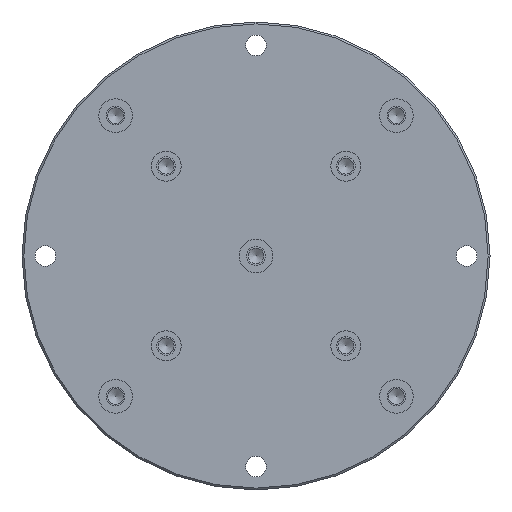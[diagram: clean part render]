
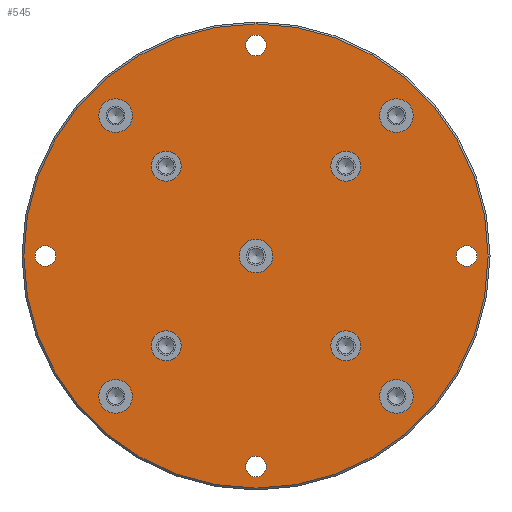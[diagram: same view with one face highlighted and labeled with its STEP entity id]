
A CAD part, front view. The second image highlights one B-rep face of the part: STEP entity #545.
In plain terms, the highlighted planar face has unit normal (0, -1, 0).
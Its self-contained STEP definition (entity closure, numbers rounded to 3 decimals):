
#545=ADVANCED_FACE('',(#1158,#1159,#1160,#1161,#1162,#1163,#1164,#1165,#1166,
#1167,#1168,#1169,#1170,#1171),#856,.F.);
#856=PLANE('',#4416);
#1158=FACE_BOUND('',#1681,.T.);
#1159=FACE_BOUND('',#1682,.T.);
#1160=FACE_BOUND('',#1683,.T.);
#1161=FACE_BOUND('',#1684,.T.);
#1162=FACE_BOUND('',#1685,.T.);
#1163=FACE_BOUND('',#1686,.T.);
#1164=FACE_BOUND('',#1687,.T.);
#1165=FACE_BOUND('',#1688,.T.);
#1166=FACE_BOUND('',#1689,.T.);
#1167=FACE_BOUND('',#1690,.T.);
#1168=FACE_BOUND('',#1691,.T.);
#1169=FACE_BOUND('',#1692,.T.);
#1170=FACE_BOUND('',#1693,.T.);
#1171=FACE_BOUND('',#1694,.T.);
#1681=EDGE_LOOP('',(#2265));
#1682=EDGE_LOOP('',(#2266));
#1683=EDGE_LOOP('',(#2267));
#1684=EDGE_LOOP('',(#2268));
#1685=EDGE_LOOP('',(#2269));
#1686=EDGE_LOOP('',(#2270));
#1687=EDGE_LOOP('',(#2271));
#1688=EDGE_LOOP('',(#2272));
#1689=EDGE_LOOP('',(#2273));
#1690=EDGE_LOOP('',(#2274));
#1691=EDGE_LOOP('',(#2275));
#1692=EDGE_LOOP('',(#2276));
#1693=EDGE_LOOP('',(#2277));
#1694=EDGE_LOOP('',(#2278));
#2265=ORIENTED_EDGE('',*,*,#3650,.T.);
#2266=ORIENTED_EDGE('',*,*,#3651,.T.);
#2267=ORIENTED_EDGE('',*,*,#3652,.T.);
#2268=ORIENTED_EDGE('',*,*,#3653,.T.);
#2269=ORIENTED_EDGE('',*,*,#3654,.T.);
#2270=ORIENTED_EDGE('',*,*,#3655,.F.);
#2271=ORIENTED_EDGE('',*,*,#3656,.F.);
#2272=ORIENTED_EDGE('',*,*,#3657,.T.);
#2273=ORIENTED_EDGE('',*,*,#3658,.T.);
#2274=ORIENTED_EDGE('',*,*,#3659,.T.);
#2275=ORIENTED_EDGE('',*,*,#3660,.T.);
#2276=ORIENTED_EDGE('',*,*,#3661,.T.);
#2277=ORIENTED_EDGE('',*,*,#3662,.F.);
#2278=ORIENTED_EDGE('',*,*,#3663,.F.);
#3237=VERTEX_POINT('',#6222);
#3238=VERTEX_POINT('',#6224);
#3239=VERTEX_POINT('',#6226);
#3240=VERTEX_POINT('',#6228);
#3241=VERTEX_POINT('',#6230);
#3242=VERTEX_POINT('',#6232);
#3243=VERTEX_POINT('',#6234);
#3244=VERTEX_POINT('',#6236);
#3245=VERTEX_POINT('',#6238);
#3246=VERTEX_POINT('',#6240);
#3247=VERTEX_POINT('',#6242);
#3248=VERTEX_POINT('',#6244);
#3249=VERTEX_POINT('',#6246);
#3250=VERTEX_POINT('',#6248);
#3650=EDGE_CURVE('',#3237,#3237,#4128,.T.);
#3651=EDGE_CURVE('',#3238,#3238,#4129,.T.);
#3652=EDGE_CURVE('',#3239,#3239,#4130,.T.);
#3653=EDGE_CURVE('',#3240,#3240,#4131,.T.);
#3654=EDGE_CURVE('',#3241,#3241,#4132,.T.);
#3655=EDGE_CURVE('',#3242,#3242,#4133,.T.);
#3656=EDGE_CURVE('',#3243,#3243,#4134,.T.);
#3657=EDGE_CURVE('',#3244,#3244,#4135,.T.);
#3658=EDGE_CURVE('',#3245,#3245,#4136,.T.);
#3659=EDGE_CURVE('',#3246,#3246,#4137,.T.);
#3660=EDGE_CURVE('',#3247,#3247,#4138,.T.);
#3661=EDGE_CURVE('',#3248,#3248,#4139,.T.);
#3662=EDGE_CURVE('',#3249,#3249,#4140,.T.);
#3663=EDGE_CURVE('',#3250,#3250,#4141,.T.);
#4128=CIRCLE('',#4402,124.);
#4129=CIRCLE('',#4403,5.5);
#4130=CIRCLE('',#4404,5.5);
#4131=CIRCLE('',#4405,5.5);
#4132=CIRCLE('',#4406,9.);
#4133=CIRCLE('',#4407,8.003);
#4134=CIRCLE('',#4408,8.003);
#4135=CIRCLE('',#4409,9.);
#4136=CIRCLE('',#4410,5.5);
#4137=CIRCLE('',#4411,9.);
#4138=CIRCLE('',#4412,9.);
#4139=CIRCLE('',#4413,9.);
#4140=CIRCLE('',#4414,8.003);
#4141=CIRCLE('',#4415,8.003);
#4402=AXIS2_PLACEMENT_3D('',#6221,#5012,#5013);
#4403=AXIS2_PLACEMENT_3D('',#6223,#5014,#5015);
#4404=AXIS2_PLACEMENT_3D('',#6225,#5016,#5017);
#4405=AXIS2_PLACEMENT_3D('',#6227,#5018,#5019);
#4406=AXIS2_PLACEMENT_3D('',#6229,#5020,#5021);
#4407=AXIS2_PLACEMENT_3D('',#6231,#5022,#5023);
#4408=AXIS2_PLACEMENT_3D('',#6233,#5024,#5025);
#4409=AXIS2_PLACEMENT_3D('',#6235,#5026,#5027);
#4410=AXIS2_PLACEMENT_3D('',#6237,#5028,#5029);
#4411=AXIS2_PLACEMENT_3D('',#6239,#5030,#5031);
#4412=AXIS2_PLACEMENT_3D('',#6241,#5032,#5033);
#4413=AXIS2_PLACEMENT_3D('',#6243,#5034,#5035);
#4414=AXIS2_PLACEMENT_3D('',#6245,#5036,#5037);
#4415=AXIS2_PLACEMENT_3D('',#6247,#5038,#5039);
#4416=AXIS2_PLACEMENT_3D('',#6249,#5040,#5041);
#5012=DIRECTION('',(0.,-1.,0.));
#5013=DIRECTION('',(0.,0.,1.));
#5014=DIRECTION('',(0.,1.,0.));
#5015=DIRECTION('',(-1.,0.,0.));
#5016=DIRECTION('',(0.,1.,0.));
#5017=DIRECTION('',(0.,0.,-1.));
#5018=DIRECTION('',(0.,1.,0.));
#5019=DIRECTION('',(1.,0.,0.));
#5020=DIRECTION('',(0.,1.,0.));
#5021=DIRECTION('',(-1.,0.,0.));
#5022=DIRECTION('',(0.,-1.,0.));
#5023=DIRECTION('',(0.,0.,-1.));
#5024=DIRECTION('',(0.,-1.,0.));
#5025=DIRECTION('',(0.,0.,1.));
#5026=DIRECTION('',(0.,1.,0.));
#5027=DIRECTION('',(1.,0.,0.));
#5028=DIRECTION('',(0.,1.,0.));
#5029=DIRECTION('',(0.,0.,1.));
#5030=DIRECTION('',(0.,1.,0.));
#5031=DIRECTION('',(0.,0.,-1.));
#5032=DIRECTION('',(0.,1.,0.));
#5033=DIRECTION('',(0.,0.,1.));
#5034=DIRECTION('',(0.,1.,0.));
#5035=DIRECTION('',(0.,0.,1.));
#5036=DIRECTION('',(0.,-1.,0.));
#5037=DIRECTION('',(-1.,0.,0.));
#5038=DIRECTION('',(0.,-1.,0.));
#5039=DIRECTION('',(1.,0.,0.));
#5040=DIRECTION('',(0.,1.,0.));
#5041=DIRECTION('',(-1.,0.,0.));
#6221=CARTESIAN_POINT('',(0.,0.,500.));
#6222=CARTESIAN_POINT('',(0.,0.,624.));
#6223=CARTESIAN_POINT('',(0.,0.,387.5));
#6224=CARTESIAN_POINT('',(-5.5,0.,387.5));
#6225=CARTESIAN_POINT('',(112.5,0.,500.));
#6226=CARTESIAN_POINT('',(112.5,0.,494.5));
#6227=CARTESIAN_POINT('',(0.,0.,612.5));
#6228=CARTESIAN_POINT('',(5.5,0.,612.5));
#6229=CARTESIAN_POINT('',(75.,0.,575.));
#6230=CARTESIAN_POINT('',(66.,0.,575.));
#6231=CARTESIAN_POINT('',(48.,0.,548.));
#6232=CARTESIAN_POINT('',(48.,0.,539.998));
#6233=CARTESIAN_POINT('',(-48.,0.,452.));
#6234=CARTESIAN_POINT('',(-48.,0.,460.002));
#6235=CARTESIAN_POINT('',(-75.,0.,425.));
#6236=CARTESIAN_POINT('',(-66.,0.,425.));
#6237=CARTESIAN_POINT('',(-112.5,0.,500.));
#6238=CARTESIAN_POINT('',(-112.5,0.,505.5));
#6239=CARTESIAN_POINT('',(-75.,0.,575.));
#6240=CARTESIAN_POINT('',(-75.,0.,566.));
#6241=CARTESIAN_POINT('',(75.,0.,425.));
#6242=CARTESIAN_POINT('',(75.,0.,434.));
#6243=CARTESIAN_POINT('',(0.,0.,500.));
#6244=CARTESIAN_POINT('',(0.,0.,509.));
#6245=CARTESIAN_POINT('',(48.,0.,452.));
#6246=CARTESIAN_POINT('',(39.998,0.,452.));
#6247=CARTESIAN_POINT('',(-48.,0.,548.));
#6248=CARTESIAN_POINT('',(-39.998,0.,548.));
#6249=CARTESIAN_POINT('',(0.,0.,500.));
